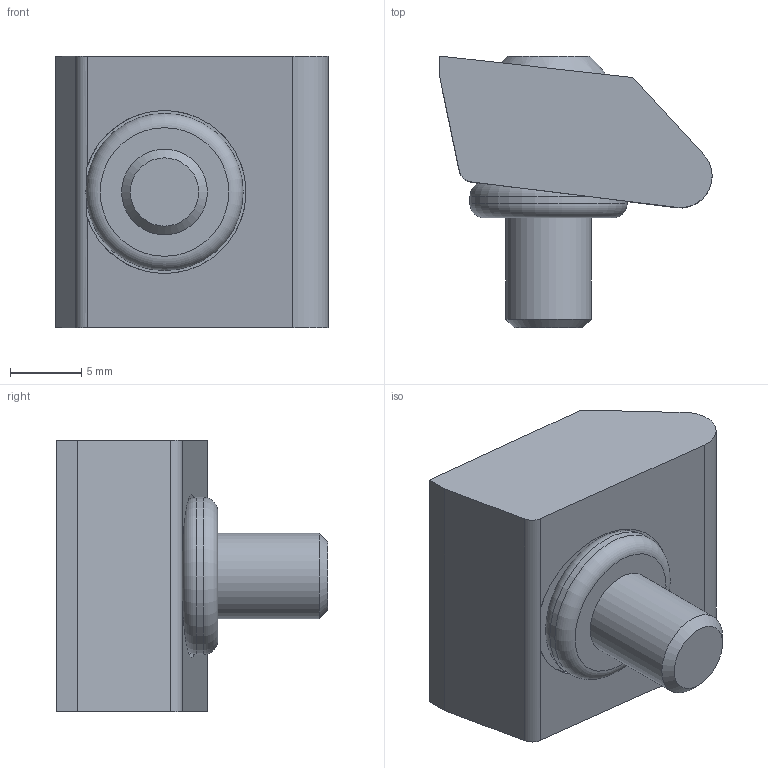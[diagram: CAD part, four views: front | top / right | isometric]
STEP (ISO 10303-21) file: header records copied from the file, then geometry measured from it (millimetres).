
FILE_DESCRIPTION( ( 'STEP AP214' ), '1' );
FILE_NAME( 'K0030.319.stp', '2020-11-24T15:09:09', ( '' ), ( '' ), ' ', 'PARTsolutions', ' ' );
FILE_SCHEMA( ( 'AUTOMOTIVE_DESIGN { 1 0 10303 214 1 1 1 1 }' ) );
Length unit declared in the file: millimetre
Products named in the file (1): _K0030.319
Bounding box: 19.05 x 19 x 19 mm (x, y, z)
Volume: 2841.3 mm3; surface area: 1969.3 mm2
Topology: 1 solids, 2 shells, 44 faces, 95 edges, 58 vertices
Faces by surface type: plane 30, cylinder 10, torus 2, cone 1, bspline 1
Full cylindrical faces by diameter (mm): 6 x2, 11 x1
Entity records: 1543 total; most frequent: CARTESIAN_POINT 224, DIRECTION 206, ORIENTED_EDGE 176, EDGE_CURVE 88, AXIS2_PLACEMENT_3D 76, VERTEX_POINT 58, EDGE_LOOP 56, LINE 54
